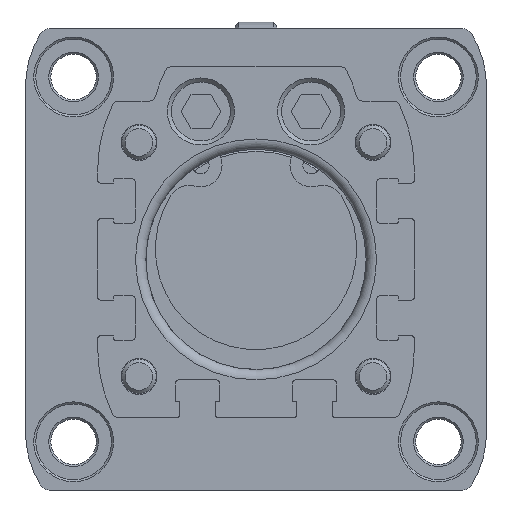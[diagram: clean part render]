
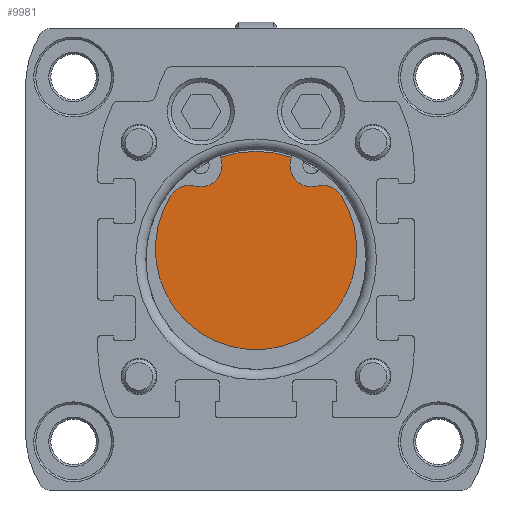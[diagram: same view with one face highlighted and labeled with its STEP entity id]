
A CAD part, front view. The second image highlights one B-rep face of the part: STEP entity #9981.
In plain terms, the highlighted planar face has unit normal (0, -1, 0).
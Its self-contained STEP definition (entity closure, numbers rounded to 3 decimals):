
#435=LINE('',#15305,#1191);
#436=LINE('',#15310,#1192);
#1191=VECTOR('',#12000,1000.);
#1192=VECTOR('',#12003,1000.);
#1949=ORIENTED_EDGE('',*,*,#4749,.T.);
#1950=ORIENTED_EDGE('',*,*,#4750,.T.);
#1951=ORIENTED_EDGE('',*,*,#4751,.T.);
#1952=ORIENTED_EDGE('',*,*,#4752,.T.);
#1953=ORIENTED_EDGE('',*,*,#4753,.F.);
#1954=ORIENTED_EDGE('',*,*,#4754,.F.);
#1955=ORIENTED_EDGE('',*,*,#4755,.F.);
#1956=ORIENTED_EDGE('',*,*,#4756,.T.);
#4749=EDGE_CURVE('',#6149,#6150,#435,.T.);
#4750=EDGE_CURVE('',#6150,#6151,#7159,.T.);
#4751=EDGE_CURVE('',#6151,#6152,#436,.T.);
#4752=EDGE_CURVE('',#6152,#6153,#7160,.T.);
#4753=EDGE_CURVE('',#6154,#6153,#7161,.T.);
#4754=EDGE_CURVE('',#6155,#6154,#7162,.T.);
#4755=EDGE_CURVE('',#6156,#6155,#7163,.T.);
#4756=EDGE_CURVE('',#6156,#6149,#7164,.T.);
#6149=VERTEX_POINT('',#15306);
#6150=VERTEX_POINT('',#15307);
#6151=VERTEX_POINT('',#15309);
#6152=VERTEX_POINT('',#15311);
#6153=VERTEX_POINT('',#15313);
#6154=VERTEX_POINT('',#15315);
#6155=VERTEX_POINT('',#15317);
#6156=VERTEX_POINT('',#15319);
#7159=CIRCLE('',#10719,15.7);
#7160=CIRCLE('',#10720,3.125);
#7161=CIRCLE('',#10721,3.125);
#7162=CIRCLE('',#10722,14.62);
#7163=CIRCLE('',#10723,3.125);
#7164=CIRCLE('',#10724,3.125);
#7769=EDGE_LOOP('',(#1949,#1950,#1951,#1952,#1953,#1954,#1955,#1956));
#8710=FACE_BOUND('',#7769,.T.);
#9658=PLANE('',#10718);
#9981=ADVANCED_FACE('',(#8710),#9658,.T.);
#10718=AXIS2_PLACEMENT_3D('',#15304,#11998,#11999);
#10719=AXIS2_PLACEMENT_3D('',#15308,#12001,#12002);
#10720=AXIS2_PLACEMENT_3D('',#15312,#12004,#12005);
#10721=AXIS2_PLACEMENT_3D('',#15314,#12006,#12007);
#10722=AXIS2_PLACEMENT_3D('',#15316,#12008,#12009);
#10723=AXIS2_PLACEMENT_3D('',#15318,#12010,#12011);
#10724=AXIS2_PLACEMENT_3D('',#15320,#12012,#12013);
#11998=DIRECTION('',(0.,-1.,0.));
#11999=DIRECTION('',(0.,0.,-1.));
#12000=DIRECTION('',(0.94,0.,-0.34));
#12001=DIRECTION('',(0.,-1.,0.));
#12002=DIRECTION('',(0.,0.,-1.));
#12003=DIRECTION('',(-0.94,0.,-0.34));
#12004=DIRECTION('',(0.,1.,0.));
#12005=DIRECTION('',(1.,0.,0.));
#12006=DIRECTION('',(0.,1.,0.));
#12007=DIRECTION('',(1.,0.,0.));
#12008=DIRECTION('',(0.,1.,0.));
#12009=DIRECTION('',(1.,0.,0.));
#12010=DIRECTION('',(0.,1.,0.));
#12011=DIRECTION('',(1.,0.,0.));
#12012=DIRECTION('',(0.,1.,0.));
#12013=DIRECTION('',(1.,0.,0.));
#15304=CARTESIAN_POINT('',(0.,3.8,0.));
#15305=CARTESIAN_POINT('',(14.739,3.8,-5.119));
#15306=CARTESIAN_POINT('',(14.739,3.8,-5.119));
#15307=CARTESIAN_POINT('',(14.831,3.8,-5.152));
#15308=CARTESIAN_POINT('',(0.,3.8,0.));
#15309=CARTESIAN_POINT('',(14.831,3.8,5.152));
#15310=CARTESIAN_POINT('',(16.375,3.8,5.71));
#15311=CARTESIAN_POINT('',(14.739,3.8,5.119));
#15312=CARTESIAN_POINT('',(13.677,3.8,8.058));
#15313=CARTESIAN_POINT('',(10.663,3.8,8.885));
#15314=CARTESIAN_POINT('',(7.649,3.8,9.712));
#15315=CARTESIAN_POINT('',(9.321,3.8,12.352));
#15316=CARTESIAN_POINT('',(1.5,3.8,0.));
#15317=CARTESIAN_POINT('',(9.321,3.8,-12.352));
#15318=CARTESIAN_POINT('',(7.649,3.8,-9.712));
#15319=CARTESIAN_POINT('',(10.663,3.8,-8.885));
#15320=CARTESIAN_POINT('',(13.677,3.8,-8.058));
